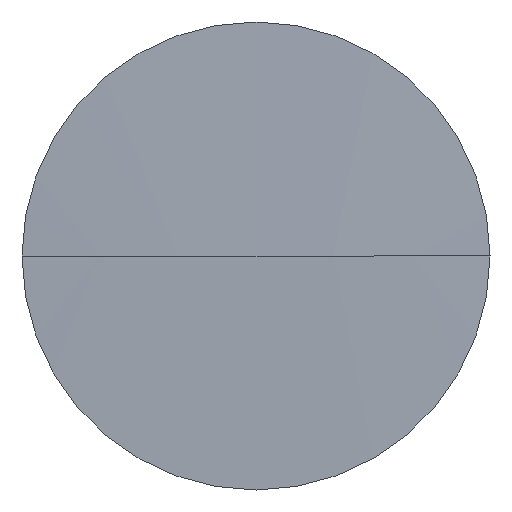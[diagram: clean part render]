
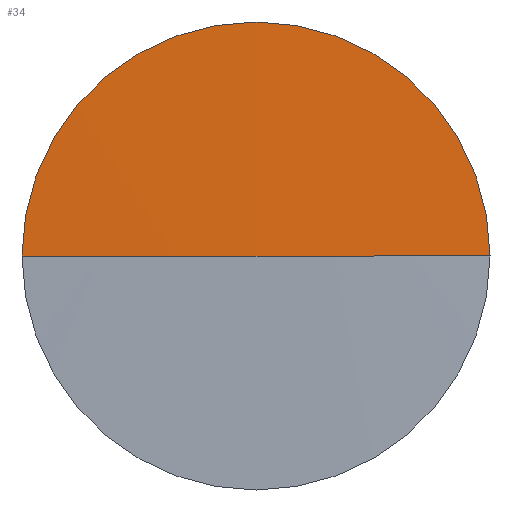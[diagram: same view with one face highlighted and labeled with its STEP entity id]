
A CAD part, left-side view. The second image highlights one B-rep face of the part: STEP entity #34.
In plain terms, the highlighted spherical face has radius 361.553 mm.
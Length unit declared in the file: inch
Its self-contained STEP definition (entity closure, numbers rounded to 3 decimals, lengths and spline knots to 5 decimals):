
#4 = DIRECTION ( 'NONE',  ( 0., 0., 1. ) ) ;
#5 = DIRECTION ( 'NONE',  ( 0., 1., 0. ) ) ;
#6 = CARTESIAN_POINT ( 'NONE',  ( 0.08204, -0.00926, -0.037 ) ) ;
#7 = AXIS2_PLACEMENT_3D ( 'NONE', #6, #4, #5 ) ;
#8 = SPHERICAL_SURFACE ( 'NONE', #7, 14.23437 ) ;
#34 = ADVANCED_FACE ( 'NONE', ( #143 ), #8, .T. ) ;
#35 = EDGE_LOOP ( 'NONE', ( #36, #40, #43 ) ) ;
#36 = ORIENTED_EDGE ( 'NONE', *, *, #37, .F. ) ;
#37 = EDGE_CURVE ( 'NONE', #38, #39, #189, .T. ) ;
#38 = VERTEX_POINT ( 'NONE', #184 ) ;
#39 = VERTEX_POINT ( 'NONE', #183 ) ;
#40 = ORIENTED_EDGE ( 'NONE', *, *, #41, .T. ) ;
#41 = EDGE_CURVE ( 'NONE', #38, #42, #182, .T. ) ;
#42 = VERTEX_POINT ( 'NONE', #177 ) ;
#43 = ORIENTED_EDGE ( 'NONE', *, *, #44, .F. ) ;
#44 = EDGE_CURVE ( 'NONE', #39, #42, #175, .T. ) ;
#143 = FACE_OUTER_BOUND ( 'NONE', #35, .T. ) ;
#171 = DIRECTION ( 'NONE',  ( 0., 1., 0. ) ) ;
#172 = DIRECTION ( 'NONE',  ( 1., 0., 0. ) ) ;
#173 = CARTESIAN_POINT ( 'NONE',  ( -14.14355, -0.00926, -0.037 ) ) ;
#174 = AXIS2_PLACEMENT_3D ( 'NONE', #173, #172, #171 ) ;
#175 = CIRCLE ( 'NONE', #174, 0.5 ) ;
#177 = CARTESIAN_POINT ( 'NONE',  ( -14.14355, -0.50926, -0.037 ) ) ;
#178 = DIRECTION ( 'NONE',  ( 0., -1., 0. ) ) ;
#179 = DIRECTION ( 'NONE',  ( 0., 0., 1. ) ) ;
#180 = CARTESIAN_POINT ( 'NONE',  ( 0.08204, -0.00926, -0.037 ) ) ;
#181 = AXIS2_PLACEMENT_3D ( 'NONE', #180, #179, #178 ) ;
#182 = CIRCLE ( 'NONE', #181, 14.23437 ) ;
#183 = CARTESIAN_POINT ( 'NONE',  ( -14.14355, 0.49074, -0.037 ) ) ;
#184 = CARTESIAN_POINT ( 'NONE',  ( -14.15233, -0.00926, -0.037 ) ) ;
#185 = DIRECTION ( 'NONE',  ( -1., 0., 0. ) ) ;
#186 = DIRECTION ( 'NONE',  ( 0., 0., -1. ) ) ;
#187 = CARTESIAN_POINT ( 'NONE',  ( 0.08204, -0.00926, -0.037 ) ) ;
#188 = AXIS2_PLACEMENT_3D ( 'NONE', #187, #186, #185 ) ;
#189 = CIRCLE ( 'NONE', #188, 14.23437 ) ;
